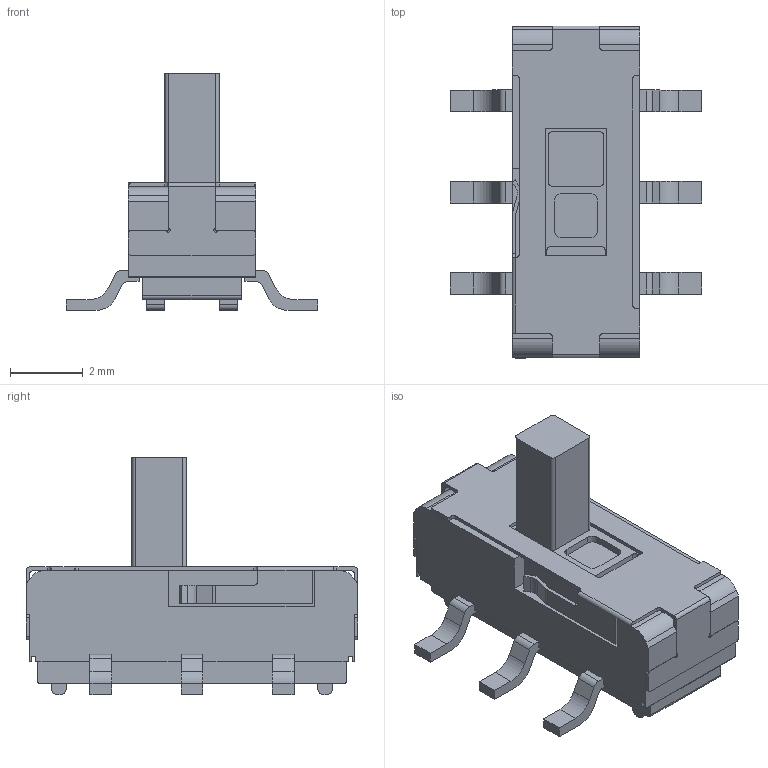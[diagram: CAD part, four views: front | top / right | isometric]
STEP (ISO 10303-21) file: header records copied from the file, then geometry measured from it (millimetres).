
FILE_DESCRIPTION (( 'STEP AP214' ), '1' );
FILE_NAME ('SW-SMD_K3-2235S-K1.step', '2022-08-11T01:28:08', ( '' ), ( '' ), 'SwSTEP 2.0', 'SolidWorks 2020', '' );
FILE_SCHEMA (( 'AUTOMOTIVE_DESIGN' ));
Length unit declared in the file: millimetre
Products named in the file (3): SW-SMD_K3-2235S-K1; 翋极; 褲极
Assembly tree (2 placements, depth 2):
  SW-SMD_K3-2235S-K1
    翋极
    褲极
Bounding box: 6.9 x 9.1 x 6.5 mm (x, y, z)
Volume: 101.7 mm3; surface area: 261.4 mm2
Topology: 8 solids, 8 shells, 571 faces, 1548 edges, 1028 vertices
Faces by surface type: plane 370, cylinder 103, bspline 98
Entity records: 22440 total; most frequent: CARTESIAN_POINT 4503, ORIENTED_EDGE 3096, DIRECTION 2487, EDGE_CURVE 1548, LINE 1147, VECTOR 1147, VERTEX_POINT 1028, AXIS2_PLACEMENT_3D 670
